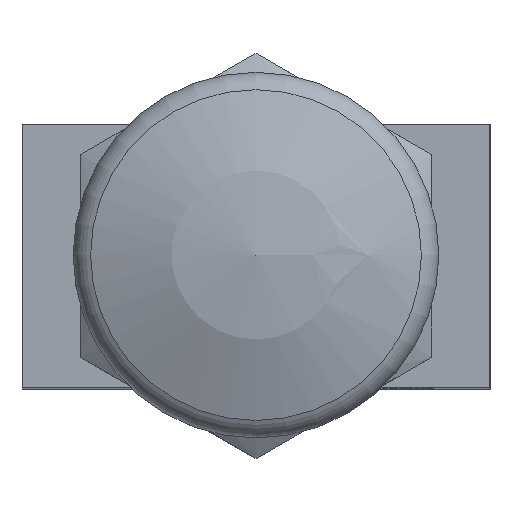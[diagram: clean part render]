
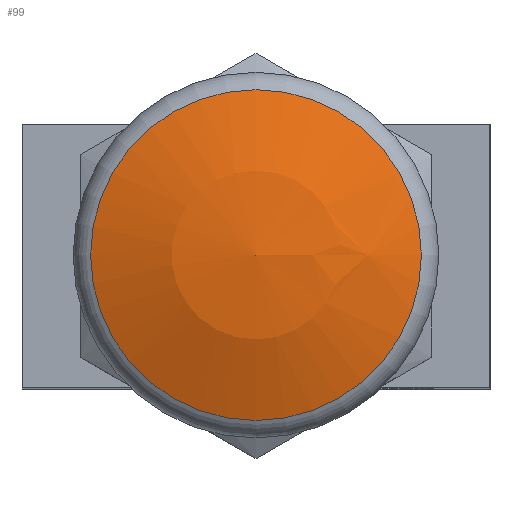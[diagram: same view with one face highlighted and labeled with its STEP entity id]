
A CAD part, top view. The second image highlights one B-rep face of the part: STEP entity #99.
In plain terms, the highlighted spherical face has radius 28 mm.
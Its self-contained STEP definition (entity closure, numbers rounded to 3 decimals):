
#83=CARTESIAN_POINT('',(0.,0.0,53.));
#84=DIRECTION('',(0.0,0.0,1.0));
#85=DIRECTION('',(1.0,0.0,0.0));
#86=AXIS2_PLACEMENT_3D('',#83,#84,#85);
#87=SPHERICAL_SURFACE('',#86,28.);
#88=CARTESIAN_POINT('',(-11.308,0.0,78.615));
#89=VERTEX_POINT('',#88);
#90=CARTESIAN_POINT('',(0.0,0.0,78.615));
#91=DIRECTION('',(0.0,0.0,-1.0));
#92=DIRECTION('',(-1.0,0.0,0.0));
#93=AXIS2_PLACEMENT_3D('',#90,#91,#92);
#94=CIRCLE('',#93,11.308);
#95=EDGE_CURVE('',#89,#89,#94,.T.);
#96=ORIENTED_EDGE('',*,*,#95,.F.);
#97=EDGE_LOOP('',(#96));
#98=FACE_OUTER_BOUND('',#97,.T.);
#99=ADVANCED_FACE('',(#98),#87,.T.);
